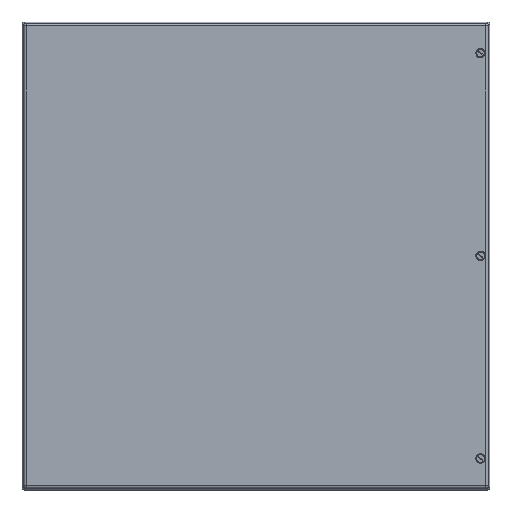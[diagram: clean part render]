
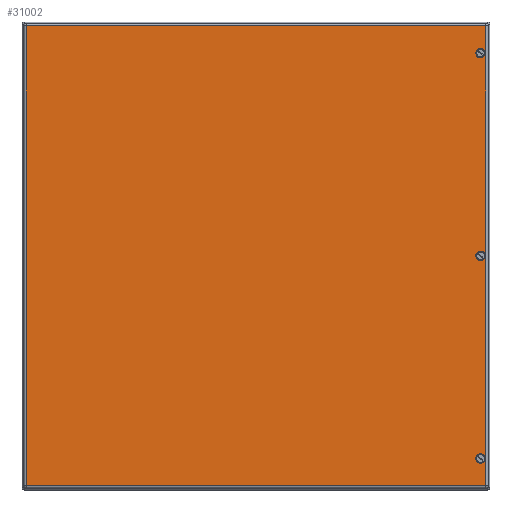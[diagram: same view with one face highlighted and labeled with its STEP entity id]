
A CAD part, top view. The second image highlights one B-rep face of the part: STEP entity #31002.
In plain terms, the highlighted planar face has unit normal (0, 0, 1).
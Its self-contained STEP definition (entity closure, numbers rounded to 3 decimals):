
#1404=AXIS2_PLACEMENT_3D('Circle Axis2P3D',#1402,#1403,$) ;
#3835=AXIS2_PLACEMENT_3D('Circle Axis2P3D',#3833,#3834,$) ;
#8663=AXIS2_PLACEMENT_3D('Circle Axis2P3D',#8661,#8662,$) ;
#30954=AXIS2_PLACEMENT_3D('Plane Axis2P3D',#30951,#30952,#30953) ;
#1373=CARTESIAN_POINT('Vertex',(593.023,556.718,200.)) ;
#1399=CARTESIAN_POINT('Vertex',(582.977,563.282,200.)) ;
#1402=CARTESIAN_POINT('Axis2P3D Location',(588.,560.,200.)) ;
#1421=CARTESIAN_POINT('Control Point',(582.977,563.282,200.)) ;
#1422=CARTESIAN_POINT('Control Point',(583.492,564.071,200.)) ;
#1423=CARTESIAN_POINT('Control Point',(584.163,564.758,200.)) ;
#1424=CARTESIAN_POINT('Control Point',(584.962,565.304,200.)) ;
#1425=CARTESIAN_POINT('Control Point',(586.731,566.053,200.)) ;
#1426=CARTESIAN_POINT('Control Point',(588.651,566.078,200.)) ;
#1427=CARTESIAN_POINT('Control Point',(589.602,565.899,200.)) ;
#1428=CARTESIAN_POINT('Control Point',(591.383,565.178,200.)) ;
#1429=CARTESIAN_POINT('Control Point',(592.758,563.837,200.)) ;
#1430=CARTESIAN_POINT('Control Point',(593.304,563.038,200.)) ;
#1431=CARTESIAN_POINT('Control Point',(594.053,561.269,200.)) ;
#1432=CARTESIAN_POINT('Control Point',(594.078,559.349,200.)) ;
#1433=CARTESIAN_POINT('Control Point',(593.899,558.398,200.)) ;
#1434=CARTESIAN_POINT('Control Point',(593.538,557.507,200.)) ;
#1435=CARTESIAN_POINT('Control Point',(593.023,556.718,200.)) ;
#3804=CARTESIAN_POINT('Vertex',(593.023,296.718,200.)) ;
#3830=CARTESIAN_POINT('Vertex',(582.977,303.282,200.)) ;
#3833=CARTESIAN_POINT('Axis2P3D Location',(588.,300.,200.)) ;
#3852=CARTESIAN_POINT('Control Point',(582.977,303.282,200.)) ;
#3853=CARTESIAN_POINT('Control Point',(583.492,304.071,200.)) ;
#3854=CARTESIAN_POINT('Control Point',(584.163,304.758,200.)) ;
#3855=CARTESIAN_POINT('Control Point',(584.962,305.304,200.)) ;
#3856=CARTESIAN_POINT('Control Point',(586.731,306.053,200.)) ;
#3857=CARTESIAN_POINT('Control Point',(588.651,306.078,200.)) ;
#3858=CARTESIAN_POINT('Control Point',(589.602,305.899,200.)) ;
#3859=CARTESIAN_POINT('Control Point',(591.383,305.178,200.)) ;
#3860=CARTESIAN_POINT('Control Point',(592.758,303.837,200.)) ;
#3861=CARTESIAN_POINT('Control Point',(593.304,303.038,200.)) ;
#3862=CARTESIAN_POINT('Control Point',(594.053,301.269,200.)) ;
#3863=CARTESIAN_POINT('Control Point',(594.078,299.349,200.)) ;
#3864=CARTESIAN_POINT('Control Point',(593.899,298.398,200.)) ;
#3865=CARTESIAN_POINT('Control Point',(593.538,297.507,200.)) ;
#3866=CARTESIAN_POINT('Control Point',(593.023,296.718,200.)) ;
#8632=CARTESIAN_POINT('Vertex',(593.023,36.718,200.)) ;
#8658=CARTESIAN_POINT('Vertex',(582.977,43.282,200.)) ;
#8661=CARTESIAN_POINT('Axis2P3D Location',(588.,40.,200.)) ;
#8680=CARTESIAN_POINT('Control Point',(582.977,43.282,200.)) ;
#8681=CARTESIAN_POINT('Control Point',(583.492,44.071,200.)) ;
#8682=CARTESIAN_POINT('Control Point',(584.163,44.758,200.)) ;
#8683=CARTESIAN_POINT('Control Point',(584.962,45.304,200.)) ;
#8684=CARTESIAN_POINT('Control Point',(586.731,46.053,200.)) ;
#8685=CARTESIAN_POINT('Control Point',(588.651,46.078,200.)) ;
#8686=CARTESIAN_POINT('Control Point',(589.602,45.899,200.)) ;
#8687=CARTESIAN_POINT('Control Point',(591.383,45.178,200.)) ;
#8688=CARTESIAN_POINT('Control Point',(592.758,43.837,200.)) ;
#8689=CARTESIAN_POINT('Control Point',(593.304,43.038,200.)) ;
#8690=CARTESIAN_POINT('Control Point',(594.053,41.269,200.)) ;
#8691=CARTESIAN_POINT('Control Point',(594.078,39.349,200.)) ;
#8692=CARTESIAN_POINT('Control Point',(593.899,38.398,200.)) ;
#8693=CARTESIAN_POINT('Control Point',(593.538,37.507,200.)) ;
#8694=CARTESIAN_POINT('Control Point',(593.023,36.718,200.)) ;
#30951=CARTESIAN_POINT('Axis2P3D Location',(300.,300.,200.)) ;
#30956=CARTESIAN_POINT('Line Origine',(595.,300.,200.)) ;
#30960=CARTESIAN_POINT('Vertex',(595.,5.,200.)) ;
#30962=CARTESIAN_POINT('Vertex',(595.,595.,200.)) ;
#30965=CARTESIAN_POINT('Line Origine',(300.,595.,200.)) ;
#30969=CARTESIAN_POINT('Vertex',(5.,595.,200.)) ;
#30972=CARTESIAN_POINT('Line Origine',(5.,300.,200.)) ;
#30976=CARTESIAN_POINT('Vertex',(5.,5.,200.)) ;
#30979=CARTESIAN_POINT('Line Origine',(300.,5.,200.)) ;
#1403=DIRECTION('Axis2P3D Direction',(0.,0.,-1.)) ;
#3834=DIRECTION('Axis2P3D Direction',(0.,0.,-1.)) ;
#8662=DIRECTION('Axis2P3D Direction',(0.,0.,-1.)) ;
#30952=DIRECTION('Axis2P3D Direction',(0.,0.,1.)) ;
#30953=DIRECTION('Axis2P3D XDirection',(1.,0.,0.)) ;
#30957=DIRECTION('Vector Direction',(0.,1.,0.)) ;
#30966=DIRECTION('Vector Direction',(-1.,0.,0.)) ;
#30973=DIRECTION('Vector Direction',(0.,-1.,0.)) ;
#30980=DIRECTION('Vector Direction',(1.,0.,0.)) ;
#30958=VECTOR('Line Direction',#30957,1.) ;
#30967=VECTOR('Line Direction',#30966,1.) ;
#30974=VECTOR('Line Direction',#30973,1.) ;
#30981=VECTOR('Line Direction',#30980,1.) ;
#30985=ORIENTED_EDGE('',*,*,#30964,.T.) ;
#30986=ORIENTED_EDGE('',*,*,#30971,.T.) ;
#30987=ORIENTED_EDGE('',*,*,#30978,.T.) ;
#30988=ORIENTED_EDGE('',*,*,#30983,.T.) ;
#30991=ORIENTED_EDGE('',*,*,#1406,.T.) ;
#30992=ORIENTED_EDGE('',*,*,#1436,.T.) ;
#30995=ORIENTED_EDGE('',*,*,#3837,.T.) ;
#30996=ORIENTED_EDGE('',*,*,#3867,.T.) ;
#30999=ORIENTED_EDGE('',*,*,#8665,.T.) ;
#31000=ORIENTED_EDGE('',*,*,#8695,.T.) ;
#30993=FACE_BOUND('',#30990,.T.) ;
#30997=FACE_BOUND('',#30994,.T.) ;
#31001=FACE_BOUND('',#30998,.T.) ;
#31002=ADVANCED_FACE('Hauptk\X2\00F6\X0\rper',(#30989,#30993,#30997,#31001),#30955,.T.) ;
#1420=B_SPLINE_CURVE_WITH_KNOTS('',5,(#1421,#1422,#1423,#1424,#1425,#1426,#1427,#1428,#1429,#1430,#1431,#1432,#1433,#1434,#1435),.UNSPECIFIED.,.F.,.U.,(6,3,3,3,6),(-9.425,-4.712,0.,4.712,9.425),.UNSPECIFIED.) ;
#3851=B_SPLINE_CURVE_WITH_KNOTS('',5,(#3852,#3853,#3854,#3855,#3856,#3857,#3858,#3859,#3860,#3861,#3862,#3863,#3864,#3865,#3866),.UNSPECIFIED.,.F.,.U.,(6,3,3,3,6),(-9.425,-4.712,0.,4.712,9.425),.UNSPECIFIED.) ;
#8679=B_SPLINE_CURVE_WITH_KNOTS('',5,(#8680,#8681,#8682,#8683,#8684,#8685,#8686,#8687,#8688,#8689,#8690,#8691,#8692,#8693,#8694),.UNSPECIFIED.,.F.,.U.,(6,3,3,3,6),(-9.425,-4.712,0.,4.712,9.425),.UNSPECIFIED.) ;
#1405=CIRCLE('generated circle',#1404,6.) ;
#3836=CIRCLE('generated circle',#3835,6.) ;
#8664=CIRCLE('generated circle',#8663,6.) ;
#1406=EDGE_CURVE('',#1374,#1400,#1405,.T.) ;
#1436=EDGE_CURVE('',#1400,#1374,#1420,.T.) ;
#3837=EDGE_CURVE('',#3805,#3831,#3836,.T.) ;
#3867=EDGE_CURVE('',#3831,#3805,#3851,.T.) ;
#8665=EDGE_CURVE('',#8633,#8659,#8664,.T.) ;
#8695=EDGE_CURVE('',#8659,#8633,#8679,.T.) ;
#30964=EDGE_CURVE('',#30961,#30963,#30959,.T.) ;
#30971=EDGE_CURVE('',#30963,#30970,#30968,.T.) ;
#30978=EDGE_CURVE('',#30970,#30977,#30975,.T.) ;
#30983=EDGE_CURVE('',#30977,#30961,#30982,.T.) ;
#30984=EDGE_LOOP('',(#30985,#30986,#30987,#30988)) ;
#30990=EDGE_LOOP('',(#30991,#30992)) ;
#30994=EDGE_LOOP('',(#30995,#30996)) ;
#30998=EDGE_LOOP('',(#30999,#31000)) ;
#30989=FACE_OUTER_BOUND('',#30984,.T.) ;
#30959=LINE('Line',#30956,#30958) ;
#30968=LINE('Line',#30965,#30967) ;
#30975=LINE('Line',#30972,#30974) ;
#30982=LINE('Line',#30979,#30981) ;
#30955=PLANE('',#30954) ;
#1374=VERTEX_POINT('',#1373) ;
#1400=VERTEX_POINT('',#1399) ;
#3805=VERTEX_POINT('',#3804) ;
#3831=VERTEX_POINT('',#3830) ;
#8633=VERTEX_POINT('',#8632) ;
#8659=VERTEX_POINT('',#8658) ;
#30961=VERTEX_POINT('',#30960) ;
#30963=VERTEX_POINT('',#30962) ;
#30970=VERTEX_POINT('',#30969) ;
#30977=VERTEX_POINT('',#30976) ;
